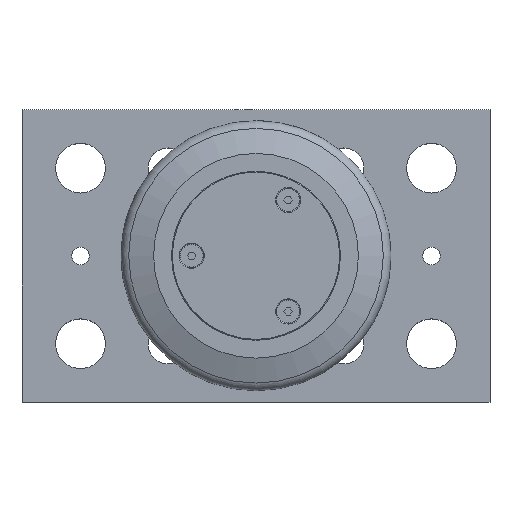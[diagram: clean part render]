
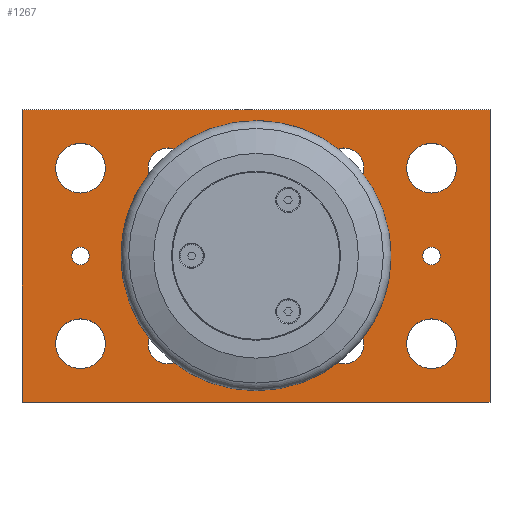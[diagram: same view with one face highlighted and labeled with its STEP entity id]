
A CAD part, top view. The second image highlights one B-rep face of the part: STEP entity #1267.
In plain terms, the highlighted planar face has unit normal (0, 0, 1).
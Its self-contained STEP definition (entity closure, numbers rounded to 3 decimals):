
#39=FACE_BOUND('',#300,.T.);
#40=FACE_BOUND('',#301,.T.);
#41=FACE_BOUND('',#302,.T.);
#42=FACE_BOUND('',#303,.T.);
#43=FACE_BOUND('',#304,.T.);
#44=FACE_BOUND('',#305,.T.);
#45=FACE_BOUND('',#306,.T.);
#46=FACE_BOUND('',#307,.T.);
#47=FACE_BOUND('',#308,.T.);
#48=FACE_BOUND('',#309,.T.);
#49=FACE_BOUND('',#310,.T.);
#109=CIRCLE('',#1403,29.);
#114=CIRCLE('',#1411,3.);
#115=CIRCLE('',#1412,3.);
#116=CIRCLE('',#1413,8.5);
#117=CIRCLE('',#1414,8.5);
#118=CIRCLE('',#1415,8.5);
#119=CIRCLE('',#1416,8.5);
#120=CIRCLE('',#1417,6.918);
#121=CIRCLE('',#1418,6.918);
#122=CIRCLE('',#1419,6.918);
#123=CIRCLE('',#1420,6.918);
#124=CIRCLE('',#1421,6.918);
#125=CIRCLE('',#1422,6.918);
#126=CIRCLE('',#1423,6.918);
#127=CIRCLE('',#1424,6.918);
#215=FACE_OUTER_BOUND('',#299,.T.);
#299=EDGE_LOOP('',(#1070,#1071,#1072,#1073));
#300=EDGE_LOOP('',(#1074));
#301=EDGE_LOOP('',(#1075));
#302=EDGE_LOOP('',(#1076));
#303=EDGE_LOOP('',(#1077));
#304=EDGE_LOOP('',(#1078));
#305=EDGE_LOOP('',(#1079));
#306=EDGE_LOOP('',(#1080,#1081));
#307=EDGE_LOOP('',(#1082,#1083));
#308=EDGE_LOOP('',(#1084,#1085));
#309=EDGE_LOOP('',(#1086,#1087));
#310=EDGE_LOOP('',(#1088));
#410=LINE('',#2145,#505);
#411=LINE('',#2147,#506);
#412=LINE('',#2149,#507);
#413=LINE('',#2150,#508);
#505=VECTOR('',#1740,10.);
#506=VECTOR('',#1741,10.);
#507=VECTOR('',#1742,10.);
#508=VECTOR('',#1743,10.);
#610=VERTEX_POINT('',#2128);
#615=VERTEX_POINT('',#2143);
#616=VERTEX_POINT('',#2144);
#617=VERTEX_POINT('',#2146);
#618=VERTEX_POINT('',#2148);
#619=VERTEX_POINT('',#2151);
#620=VERTEX_POINT('',#2153);
#621=VERTEX_POINT('',#2155);
#622=VERTEX_POINT('',#2157);
#623=VERTEX_POINT('',#2159);
#624=VERTEX_POINT('',#2161);
#625=VERTEX_POINT('',#2163);
#626=VERTEX_POINT('',#2164);
#627=VERTEX_POINT('',#2167);
#628=VERTEX_POINT('',#2168);
#629=VERTEX_POINT('',#2171);
#630=VERTEX_POINT('',#2172);
#631=VERTEX_POINT('',#2175);
#632=VERTEX_POINT('',#2176);
#768=EDGE_CURVE('',#610,#610,#109,.T.);
#774=EDGE_CURVE('',#615,#616,#410,.T.);
#775=EDGE_CURVE('',#617,#615,#411,.T.);
#776=EDGE_CURVE('',#618,#617,#412,.T.);
#777=EDGE_CURVE('',#616,#618,#413,.T.);
#778=EDGE_CURVE('',#619,#619,#114,.T.);
#779=EDGE_CURVE('',#620,#620,#115,.T.);
#780=EDGE_CURVE('',#621,#621,#116,.T.);
#781=EDGE_CURVE('',#622,#622,#117,.T.);
#782=EDGE_CURVE('',#623,#623,#118,.T.);
#783=EDGE_CURVE('',#624,#624,#119,.T.);
#784=EDGE_CURVE('',#625,#626,#120,.T.);
#785=EDGE_CURVE('',#626,#625,#121,.T.);
#786=EDGE_CURVE('',#627,#628,#122,.T.);
#787=EDGE_CURVE('',#628,#627,#123,.T.);
#788=EDGE_CURVE('',#629,#630,#124,.T.);
#789=EDGE_CURVE('',#630,#629,#125,.T.);
#790=EDGE_CURVE('',#631,#632,#126,.T.);
#791=EDGE_CURVE('',#632,#631,#127,.T.);
#1070=ORIENTED_EDGE('',*,*,#774,.F.);
#1071=ORIENTED_EDGE('',*,*,#775,.F.);
#1072=ORIENTED_EDGE('',*,*,#776,.F.);
#1073=ORIENTED_EDGE('',*,*,#777,.F.);
#1074=ORIENTED_EDGE('',*,*,#778,.T.);
#1075=ORIENTED_EDGE('',*,*,#779,.T.);
#1076=ORIENTED_EDGE('',*,*,#780,.T.);
#1077=ORIENTED_EDGE('',*,*,#781,.T.);
#1078=ORIENTED_EDGE('',*,*,#782,.T.);
#1079=ORIENTED_EDGE('',*,*,#783,.T.);
#1080=ORIENTED_EDGE('',*,*,#784,.T.);
#1081=ORIENTED_EDGE('',*,*,#785,.T.);
#1082=ORIENTED_EDGE('',*,*,#786,.T.);
#1083=ORIENTED_EDGE('',*,*,#787,.T.);
#1084=ORIENTED_EDGE('',*,*,#788,.T.);
#1085=ORIENTED_EDGE('',*,*,#789,.T.);
#1086=ORIENTED_EDGE('',*,*,#790,.T.);
#1087=ORIENTED_EDGE('',*,*,#791,.T.);
#1088=ORIENTED_EDGE('',*,*,#768,.T.);
#1208=PLANE('',#1410);
#1267=ADVANCED_FACE('',(#215,#39,#40,#41,#42,#43,#44,#45,#46,#47,#48,#49),
#1208,.T.);
#1403=AXIS2_PLACEMENT_3D('',#2130,#1723,#1724);
#1410=AXIS2_PLACEMENT_3D('',#2142,#1738,#1739);
#1411=AXIS2_PLACEMENT_3D('',#2152,#1744,#1745);
#1412=AXIS2_PLACEMENT_3D('',#2154,#1746,#1747);
#1413=AXIS2_PLACEMENT_3D('',#2156,#1748,#1749);
#1414=AXIS2_PLACEMENT_3D('',#2158,#1750,#1751);
#1415=AXIS2_PLACEMENT_3D('',#2160,#1752,#1753);
#1416=AXIS2_PLACEMENT_3D('',#2162,#1754,#1755);
#1417=AXIS2_PLACEMENT_3D('',#2165,#1756,#1757);
#1418=AXIS2_PLACEMENT_3D('',#2166,#1758,#1759);
#1419=AXIS2_PLACEMENT_3D('',#2169,#1760,#1761);
#1420=AXIS2_PLACEMENT_3D('',#2170,#1762,#1763);
#1421=AXIS2_PLACEMENT_3D('',#2173,#1764,#1765);
#1422=AXIS2_PLACEMENT_3D('',#2174,#1766,#1767);
#1423=AXIS2_PLACEMENT_3D('',#2177,#1768,#1769);
#1424=AXIS2_PLACEMENT_3D('',#2178,#1770,#1771);
#1723=DIRECTION('center_axis',(0.,0.,-1.));
#1724=DIRECTION('ref_axis',(0.,1.,0.));
#1738=DIRECTION('center_axis',(0.,0.,1.));
#1739=DIRECTION('ref_axis',(1.,0.,0.));
#1740=DIRECTION('',(0.,1.,0.));
#1741=DIRECTION('',(-1.,0.,0.));
#1742=DIRECTION('',(0.,-1.,0.));
#1743=DIRECTION('',(1.,0.,0.));
#1744=DIRECTION('center_axis',(0.,0.,-1.));
#1745=DIRECTION('ref_axis',(-1.,0.,0.));
#1746=DIRECTION('center_axis',(0.,0.,-1.));
#1747=DIRECTION('ref_axis',(-1.,0.,0.));
#1748=DIRECTION('center_axis',(0.,0.,-1.));
#1749=DIRECTION('ref_axis',(-1.,0.,0.));
#1750=DIRECTION('center_axis',(0.,0.,-1.));
#1751=DIRECTION('ref_axis',(-1.,0.,0.));
#1752=DIRECTION('center_axis',(0.,0.,-1.));
#1753=DIRECTION('ref_axis',(-1.,0.,0.));
#1754=DIRECTION('center_axis',(0.,0.,-1.));
#1755=DIRECTION('ref_axis',(-1.,0.,0.));
#1756=DIRECTION('center_axis',(0.,0.,-1.));
#1757=DIRECTION('ref_axis',(1.,0.,0.));
#1758=DIRECTION('center_axis',(0.,0.,-1.));
#1759=DIRECTION('ref_axis',(1.,0.,0.));
#1760=DIRECTION('center_axis',(0.,0.,-1.));
#1761=DIRECTION('ref_axis',(1.,0.,0.));
#1762=DIRECTION('center_axis',(0.,0.,-1.));
#1763=DIRECTION('ref_axis',(1.,0.,0.));
#1764=DIRECTION('center_axis',(0.,0.,-1.));
#1765=DIRECTION('ref_axis',(1.,0.,0.));
#1766=DIRECTION('center_axis',(0.,0.,-1.));
#1767=DIRECTION('ref_axis',(1.,0.,0.));
#1768=DIRECTION('center_axis',(0.,0.,-1.));
#1769=DIRECTION('ref_axis',(1.,0.,0.));
#1770=DIRECTION('center_axis',(0.,0.,-1.));
#1771=DIRECTION('ref_axis',(1.,0.,0.));
#2128=CARTESIAN_POINT('',(80.,21.,20.));
#2130=CARTESIAN_POINT('Origin',(80.,50.,20.));
#2142=CARTESIAN_POINT('Origin',(80.,50.,20.));
#2143=CARTESIAN_POINT('',(0.,0.,20.));
#2144=CARTESIAN_POINT('',(0.,100.,20.));
#2145=CARTESIAN_POINT('',(0.,100.,20.));
#2146=CARTESIAN_POINT('',(160.,0.,20.));
#2147=CARTESIAN_POINT('',(0.,0.,20.));
#2148=CARTESIAN_POINT('',(160.,100.,20.));
#2149=CARTESIAN_POINT('',(160.,0.,20.));
#2150=CARTESIAN_POINT('',(160.,100.,20.));
#2151=CARTESIAN_POINT('',(143.,50.,20.));
#2152=CARTESIAN_POINT('Origin',(140.,50.,20.));
#2153=CARTESIAN_POINT('',(23.,50.,20.));
#2154=CARTESIAN_POINT('Origin',(20.,50.,20.));
#2155=CARTESIAN_POINT('',(148.5,80.,20.));
#2156=CARTESIAN_POINT('Origin',(140.,80.,20.));
#2157=CARTESIAN_POINT('',(28.5,80.,20.));
#2158=CARTESIAN_POINT('Origin',(20.,80.,20.));
#2159=CARTESIAN_POINT('',(148.5,20.,20.));
#2160=CARTESIAN_POINT('Origin',(140.,20.,20.));
#2161=CARTESIAN_POINT('',(28.5,20.,20.));
#2162=CARTESIAN_POINT('Origin',(20.,20.,20.));
#2163=CARTESIAN_POINT('',(56.918,80.,20.));
#2164=CARTESIAN_POINT('',(43.083,80.,20.));
#2165=CARTESIAN_POINT('Origin',(50.,80.,20.));
#2166=CARTESIAN_POINT('Origin',(50.,80.,20.));
#2167=CARTESIAN_POINT('',(116.918,80.,20.));
#2168=CARTESIAN_POINT('',(103.083,80.,20.));
#2169=CARTESIAN_POINT('Origin',(110.,80.,20.));
#2170=CARTESIAN_POINT('Origin',(110.,80.,20.));
#2171=CARTESIAN_POINT('',(116.918,20.,20.));
#2172=CARTESIAN_POINT('',(103.083,20.,20.));
#2173=CARTESIAN_POINT('Origin',(110.,20.,20.));
#2174=CARTESIAN_POINT('Origin',(110.,20.,20.));
#2175=CARTESIAN_POINT('',(56.918,20.,20.));
#2176=CARTESIAN_POINT('',(43.083,20.,20.));
#2177=CARTESIAN_POINT('Origin',(50.,20.,20.));
#2178=CARTESIAN_POINT('Origin',(50.,20.,20.));
